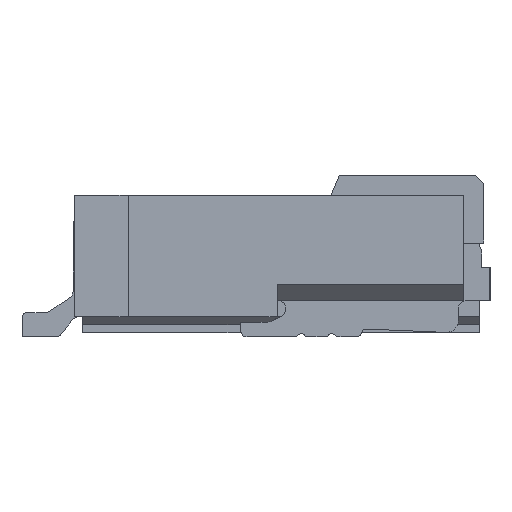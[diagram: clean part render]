
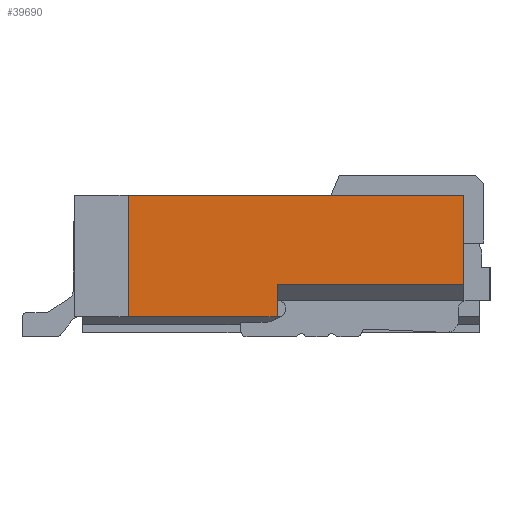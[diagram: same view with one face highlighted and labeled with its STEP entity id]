
A CAD part, left-side view. The second image highlights one B-rep face of the part: STEP entity #39690.
In plain terms, the highlighted planar face has unit normal (-1, 0, 0).
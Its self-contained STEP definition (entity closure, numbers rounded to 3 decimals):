
#39140=CARTESIAN_POINT('',(11.212,67.328,1.7));
#39150=DIRECTION('',(1.,0.,0.));
#39160=DIRECTION('',(0.,-1.,0.));
#39170=AXIS2_PLACEMENT_3D('',#39140,#39150,#39160);
#39180=PLANE('',#39170);
#39190=CARTESIAN_POINT('',(11.212,69.628,1.7));
#39200=DIRECTION('',(-0.,-0.,-1.));
#39210=VECTOR('',#39200,1.);
#39220=LINE('',#39190,#39210);
#39230=CARTESIAN_POINT('',(11.212,69.628,0.6));
#39240=VERTEX_POINT('',#39230);
#39250=CARTESIAN_POINT('',(11.212,69.628,0.2));
#39260=VERTEX_POINT('',#39250);
#39270=EDGE_CURVE('',#39240,#39260,#39220,.T.);
#39280=ORIENTED_EDGE('',*,*,#39270,.F.);
#39290=CARTESIAN_POINT('',(11.212,71.278,0.2));
#39300=DIRECTION('',(-0.,1.,-0.));
#39310=VECTOR('',#39300,1.);
#39320=LINE('',#39290,#39310);
#39330=CARTESIAN_POINT('',(11.212,71.468,0.2));
#39340=VERTEX_POINT('',#39330);
#39350=EDGE_CURVE('',#39260,#39340,#39320,.T.);
#39360=ORIENTED_EDGE('',*,*,#39350,.F.);
#39370=CARTESIAN_POINT('',(11.212,71.468,1.7));
#39380=DIRECTION('',(-0.,-0.,-1.));
#39390=VECTOR('',#39380,1.);
#39400=LINE('',#39370,#39390);
#39410=CARTESIAN_POINT('',(11.212,71.468,1.7));
#39420=VERTEX_POINT('',#39410);
#39430=EDGE_CURVE('',#39420,#39340,#39400,.T.);
#39440=ORIENTED_EDGE('',*,*,#39430,.T.);
#39450=CARTESIAN_POINT('',(11.212,0.,1.7));
#39460=DIRECTION('',(0.,-1.,0.));
#39470=VECTOR('',#39460,1.);
#39480=LINE('',#39450,#39470);
#39490=CARTESIAN_POINT('',(11.212,67.328,1.7));
#39500=VERTEX_POINT('',#39490);
#39510=EDGE_CURVE('',#39420,#39500,#39480,.T.);
#39520=ORIENTED_EDGE('',*,*,#39510,.F.);
#39530=CARTESIAN_POINT('',(11.212,67.328,1.7));
#39540=DIRECTION('',(0.,0.,-1.));
#39550=VECTOR('',#39540,1.);
#39560=LINE('',#39530,#39550);
#39570=CARTESIAN_POINT('',(11.212,67.328,0.6));
#39580=VERTEX_POINT('',#39570);
#39590=EDGE_CURVE('',#39500,#39580,#39560,.T.);
#39600=ORIENTED_EDGE('',*,*,#39590,.F.);
#39610=CARTESIAN_POINT('',(11.212,68.478,0.6));
#39620=DIRECTION('',(0.,1.,0.));
#39630=VECTOR('',#39620,1.);
#39640=LINE('',#39610,#39630);
#39650=EDGE_CURVE('',#39580,#39240,#39640,.T.);
#39660=ORIENTED_EDGE('',*,*,#39650,.F.);
#39670=EDGE_LOOP('',(#39660,#39600,#39520,#39440,#39360,#39280));
#39680=FACE_OUTER_BOUND('',#39670,.T.);
#39690=ADVANCED_FACE('',(#39680),#39180,.F.);
